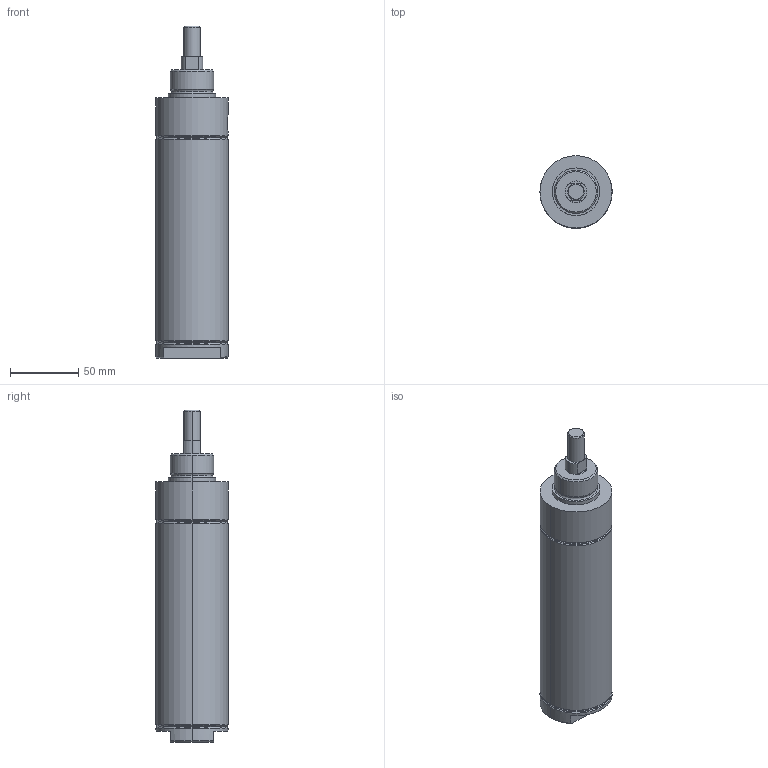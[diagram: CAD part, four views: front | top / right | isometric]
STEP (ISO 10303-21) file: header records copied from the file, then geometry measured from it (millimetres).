
FILE_DESCRIPTION (( 'STEP AP214' ), '1' );
FILE_NAME ('A32040DN.step', '2017-04-04T20:43:07', ( '' ), ( '' ), 'SwSTEP 2.0', 'SolidWorks 2017', '' );
FILE_SCHEMA (( 'AUTOMOTIVE_DESIGN' ));
Length unit declared in the file: inch
Products named in the file (3): A32040DN-Rod; A32040DN-MainBody; A32040DN
Assembly tree (2 placements, depth 2):
  A32040DN
    A32040DN-MainBody
    A32040DN-Rod
Bounding box: 52.83 x 52.83 x 243.08 mm (x, y, z)
Volume: 243611.8 mm3; surface area: 79605.9 mm2
Topology: 2 solids, 2 shells, 77 faces, 170 edges, 102 vertices
Faces by surface type: cone 29, cylinder 24, plane 20, torus 4
Entity records: 2403 total; most frequent: CARTESIAN_POINT 530, DIRECTION 415, ORIENTED_EDGE 336, AXIS2_PLACEMENT_3D 173, EDGE_CURVE 168, VERTEX_POINT 102, CIRCLE 91, EDGE_LOOP 86
